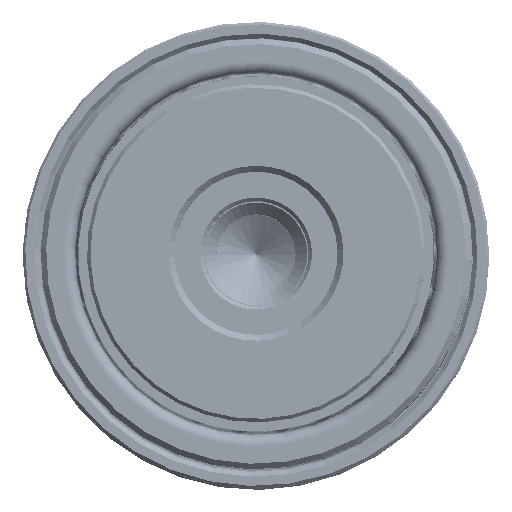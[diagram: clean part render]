
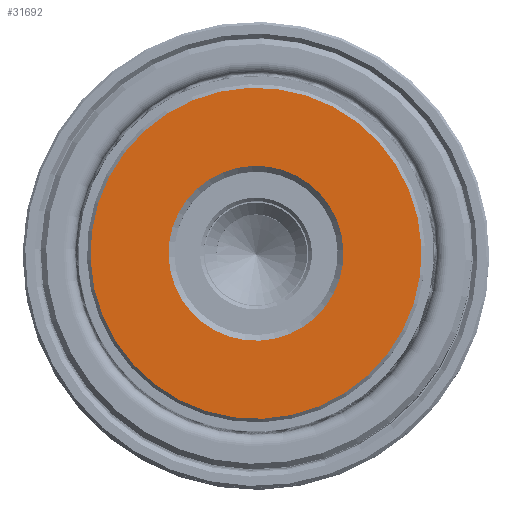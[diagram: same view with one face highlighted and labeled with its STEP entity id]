
A CAD part, top view. The second image highlights one B-rep face of the part: STEP entity #31692.
In plain terms, the highlighted face is planar.
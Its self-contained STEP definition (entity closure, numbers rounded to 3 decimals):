
#1182 = EDGE_LOOP ( 'NONE', ( #49975, #25893 ) ) ;
#1453 = CIRCLE ( 'NONE', #6005, 7.5 ) ;
#3089 = CIRCLE ( 'NONE', #29120, 7.5 ) ;
#6005 = AXIS2_PLACEMENT_3D ( 'NONE', #36325, #10001, #40730 ) ;
#7390 = CARTESIAN_POINT ( 'NONE',  ( 0., 0., 0. ) ) ;
#7427 = DIRECTION ( 'NONE',  ( 0., 0., 1. ) ) ;
#7510 = CIRCLE ( 'NONE', #20905, 14.2 ) ;
#10001 = DIRECTION ( 'NONE',  ( 0., 0., 1. ) ) ;
#11638 = PLANE ( 'NONE',  #56137 ) ;
#11818 = DIRECTION ( 'NONE',  ( 1., 0., 0. ) ) ;
#12316 = CARTESIAN_POINT ( 'NONE',  ( 7.5, 0., 0. ) ) ;
#13774 = AXIS2_PLACEMENT_3D ( 'NONE', #7390, #38130, #11818 ) ;
#16038 = DIRECTION ( 'NONE',  ( 1., 0., 0. ) ) ;
#17163 = DIRECTION ( 'NONE',  ( 0., 0., -1. ) ) ;
#17359 = FACE_OUTER_BOUND ( 'NONE', #43860, .T. ) ;
#20905 = AXIS2_PLACEMENT_3D ( 'NONE', #43460, #17163, #47917 ) ;
#24087 = CARTESIAN_POINT ( 'NONE',  ( 14.2, 0., 0. ) ) ;
#24494 = CARTESIAN_POINT ( 'NONE',  ( 0., 0., 0. ) ) ;
#25893 = ORIENTED_EDGE ( 'NONE', *, *, #27904, .T. ) ;
#27904 = EDGE_CURVE ( 'NONE', #38492, #55469, #3089, .T. ) ;
#29120 = AXIS2_PLACEMENT_3D ( 'NONE', #33713, #7427, #38168 ) ;
#29750 = VERTEX_POINT ( 'NONE', #24087 ) ;
#30762 = CARTESIAN_POINT ( 'NONE',  ( -14.2, 0., 0. ) ) ;
#31692 = ADVANCED_FACE ( 'NONE', ( #17359, #51035 ), #11638, .F. ) ;
#32232 = VERTEX_POINT ( 'NONE', #30762 ) ;
#33713 = CARTESIAN_POINT ( 'NONE',  ( 0., 0., 0. ) ) ;
#36325 = CARTESIAN_POINT ( 'NONE',  ( 0., 0., 0. ) ) ;
#37405 = EDGE_CURVE ( 'NONE', #29750, #32232, #7510, .T. ) ;
#38130 = DIRECTION ( 'NONE',  ( 0., 0., -1. ) ) ;
#38168 = DIRECTION ( 'NONE',  ( 1., 0., 0. ) ) ;
#38492 = VERTEX_POINT ( 'NONE', #12316 ) ;
#38805 = ORIENTED_EDGE ( 'NONE', *, *, #50665, .T. ) ;
#40730 = DIRECTION ( 'NONE',  ( 1., 0., 0. ) ) ;
#42371 = DIRECTION ( 'NONE',  ( 0., 0., 1. ) ) ;
#43460 = CARTESIAN_POINT ( 'NONE',  ( 0., 0., 0. ) ) ;
#43860 = EDGE_LOOP ( 'NONE', ( #55455, #38805 ) ) ;
#46094 = CIRCLE ( 'NONE', #13774, 14.2 ) ;
#47917 = DIRECTION ( 'NONE',  ( 1., 0., 0. ) ) ;
#49975 = ORIENTED_EDGE ( 'NONE', *, *, #50014, .T. ) ;
#50014 = EDGE_CURVE ( 'NONE', #55469, #38492, #1453, .T. ) ;
#50665 = EDGE_CURVE ( 'NONE', #32232, #29750, #46094, .T. ) ;
#51035 = FACE_BOUND ( 'NONE', #1182, .T. ) ;
#54356 = CARTESIAN_POINT ( 'NONE',  ( -7.5, 0., 0. ) ) ;
#55455 = ORIENTED_EDGE ( 'NONE', *, *, #37405, .T. ) ;
#55469 = VERTEX_POINT ( 'NONE', #54356 ) ;
#56137 = AXIS2_PLACEMENT_3D ( 'NONE', #24494, #42371, #16038 ) ;
